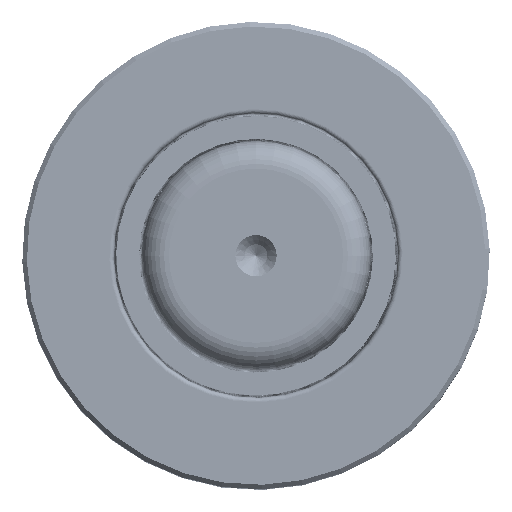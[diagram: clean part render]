
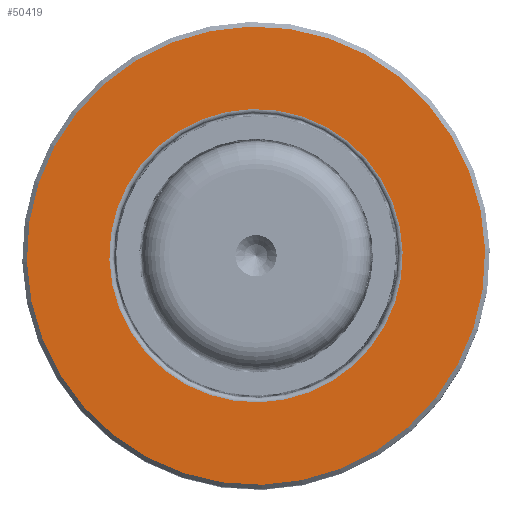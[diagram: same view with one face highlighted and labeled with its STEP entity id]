
A CAD part, top view. The second image highlights one B-rep face of the part: STEP entity #50419.
In plain terms, the highlighted face is planar.
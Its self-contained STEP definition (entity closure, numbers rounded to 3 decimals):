
#251 = ORIENTED_EDGE ( 'NONE', *, *, #38679, .T. ) ;
#332 = ORIENTED_EDGE ( 'NONE', *, *, #16824, .T. ) ;
#8208 = AXIS2_PLACEMENT_3D ( 'NONE', #20695, #56206, #51175 ) ;
#9337 = FACE_BOUND ( 'NONE', #17922, .T. ) ;
#9951 = AXIS2_PLACEMENT_3D ( 'NONE', #43055, #52272, #32300 ) ;
#11304 = DIRECTION ( 'NONE',  ( 0., 0., -1. ) ) ;
#11711 = CARTESIAN_POINT ( 'NONE',  ( 0., 30.687, 25. ) ) ;
#15097 = VERTEX_POINT ( 'NONE', #52288 ) ;
#15623 = EDGE_LOOP ( 'NONE', ( #51543, #63609 ) ) ;
#15675 = FACE_OUTER_BOUND ( 'NONE', #15623, .T. ) ;
#16824 = EDGE_CURVE ( 'NONE', #34798, #15097, #17445, .T. ) ;
#17445 = CIRCLE ( 'NONE', #40937, 16. ) ;
#17922 = EDGE_LOOP ( 'NONE', ( #332, #251 ) ) ;
#20695 = CARTESIAN_POINT ( 'NONE',  ( 0., 30.687, 0. ) ) ;
#21196 = CARTESIAN_POINT ( 'NONE',  ( 0., 30.687, 0. ) ) ;
#28027 = CARTESIAN_POINT ( 'NONE',  ( 0., 30.687, 0. ) ) ;
#29675 = AXIS2_PLACEMENT_3D ( 'NONE', #28027, #63120, #38320 ) ;
#32300 = DIRECTION ( 'NONE',  ( 0., 0., -1. ) ) ;
#33222 = EDGE_CURVE ( 'NONE', #48627, #57207, #52480, .T. ) ;
#34798 = VERTEX_POINT ( 'NONE', #63409 ) ;
#34971 = CIRCLE ( 'NONE', #29675, 25. ) ;
#37283 = CARTESIAN_POINT ( 'NONE',  ( 25., 30.687, 0. ) ) ;
#37919 = DIRECTION ( 'NONE',  ( 0., 1., 0. ) ) ;
#38320 = DIRECTION ( 'NONE',  ( 0., 0., -1. ) ) ;
#38679 = EDGE_CURVE ( 'NONE', #15097, #34798, #64074, .T. ) ;
#40937 = AXIS2_PLACEMENT_3D ( 'NONE', #21196, #42020, #11304 ) ;
#42020 = DIRECTION ( 'NONE',  ( 0., -1., 0. ) ) ;
#43055 = CARTESIAN_POINT ( 'NONE',  ( 0., 30.687, 0. ) ) ;
#48032 = AXIS2_PLACEMENT_3D ( 'NONE', #37283, #37919, #63365 ) ;
#48627 = VERTEX_POINT ( 'NONE', #11711 ) ;
#50419 = ADVANCED_FACE ( 'NONE', ( #9337, #15675 ), #62501, .T. ) ;
#51175 = DIRECTION ( 'NONE',  ( 0., 0., -1. ) ) ;
#51543 = ORIENTED_EDGE ( 'NONE', *, *, #57597, .F. ) ;
#52272 = DIRECTION ( 'NONE',  ( 0., -1., 0. ) ) ;
#52288 = CARTESIAN_POINT ( 'NONE',  ( 0., 30.687, 16. ) ) ;
#52480 = CIRCLE ( 'NONE', #8208, 25. ) ;
#56206 = DIRECTION ( 'NONE',  ( 0., -1., 0. ) ) ;
#57207 = VERTEX_POINT ( 'NONE', #57921 ) ;
#57597 = EDGE_CURVE ( 'NONE', #57207, #48627, #34971, .T. ) ;
#57921 = CARTESIAN_POINT ( 'NONE',  ( 0., 30.687, -25. ) ) ;
#62501 = PLANE ( 'NONE',  #48032 ) ;
#63120 = DIRECTION ( 'NONE',  ( 0., -1., 0. ) ) ;
#63365 = DIRECTION ( 'NONE',  ( 0., 0., 1. ) ) ;
#63409 = CARTESIAN_POINT ( 'NONE',  ( 0., 30.687, -16. ) ) ;
#63609 = ORIENTED_EDGE ( 'NONE', *, *, #33222, .F. ) ;
#64074 = CIRCLE ( 'NONE', #9951, 16. ) ;
